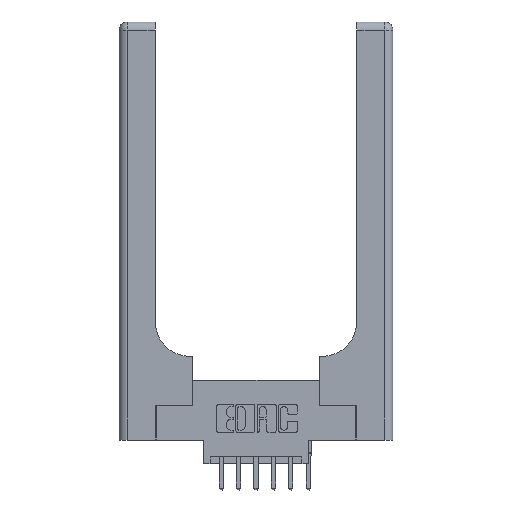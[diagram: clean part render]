
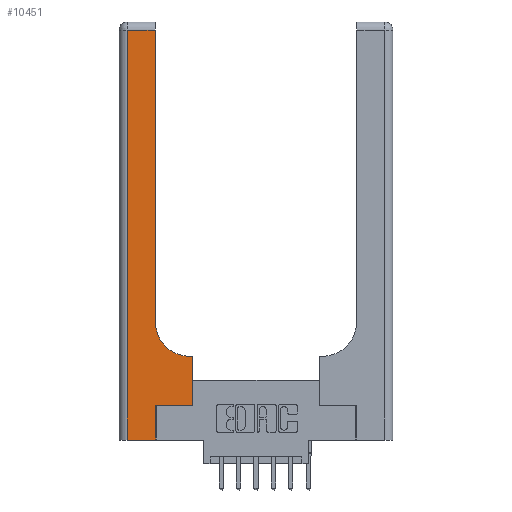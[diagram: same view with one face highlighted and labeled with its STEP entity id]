
A CAD part, top view. The second image highlights one B-rep face of the part: STEP entity #10451.
In plain terms, the highlighted planar face has unit normal (0, 0, 1).
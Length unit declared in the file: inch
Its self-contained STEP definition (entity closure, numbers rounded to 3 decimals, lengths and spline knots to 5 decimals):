
#33 = ORIENTED_EDGE ( 'NONE', *, *, #10114, .T. ) ;
#359 = EDGE_CURVE ( 'NONE', #10261, #2469, #10021, .T. ) ;
#501 = VERTEX_POINT ( 'NONE', #5304 ) ;
#855 = DIRECTION ( 'NONE',  ( -1., 0., 0. ) ) ;
#859 = AXIS2_PLACEMENT_3D ( 'NONE', #6671, #8859, #7983 ) ;
#924 = VERTEX_POINT ( 'NONE', #5246 ) ;
#1100 = CIRCLE ( 'NONE', #859, 0.25 ) ;
#1385 = VERTEX_POINT ( 'NONE', #2950 ) ;
#1704 = EDGE_CURVE ( 'NONE', #1385, #501, #13182, .T. ) ;
#2056 = VECTOR ( 'NONE', #2642, 39.37008 ) ;
#2135 = DIRECTION ( 'NONE',  ( 0., 1., 0. ) ) ;
#2274 = LINE ( 'NONE', #13033, #11682 ) ;
#2318 = ORIENTED_EDGE ( 'NONE', *, *, #9936, .T. ) ;
#2469 = VERTEX_POINT ( 'NONE', #8675 ) ;
#2586 = DIRECTION ( 'NONE',  ( 1., 0., 0. ) ) ;
#2634 = VECTOR ( 'NONE', #12738, 39.37008 ) ;
#2642 = DIRECTION ( 'NONE',  ( -1., 0., 0. ) ) ;
#2950 = CARTESIAN_POINT ( 'NONE',  ( 0.528, 0.6, 0.37 ) ) ;
#2973 = CARTESIAN_POINT ( 'NONE',  ( 0., 3., 0.37 ) ) ;
#3363 = CARTESIAN_POINT ( 'NONE',  ( 0.26, 0.6, 0.37 ) ) ;
#3427 = VERTEX_POINT ( 'NONE', #12771 ) ;
#3487 = CARTESIAN_POINT ( 'NONE',  ( 0.265, 0., 0.37 ) ) ;
#4027 = EDGE_CURVE ( 'NONE', #4985, #11596, #2274, .T. ) ;
#4647 = LINE ( 'NONE', #9937, #6393 ) ;
#4985 = VERTEX_POINT ( 'NONE', #5790 ) ;
#5246 = CARTESIAN_POINT ( 'NONE',  ( 0.528, 0.25, 0.37 ) ) ;
#5294 = ORIENTED_EDGE ( 'NONE', *, *, #4027, .T. ) ;
#5304 = CARTESIAN_POINT ( 'NONE',  ( 0.51, 0.6, 0.37 ) ) ;
#5305 = EDGE_CURVE ( 'NONE', #12647, #3427, #9912, .T. ) ;
#5564 = EDGE_CURVE ( 'NONE', #924, #1385, #9466, .T. ) ;
#5790 = CARTESIAN_POINT ( 'NONE',  ( 0.26, 0.85, 0.37 ) ) ;
#6393 = VECTOR ( 'NONE', #11001, 39.37008 ) ;
#6569 = DIRECTION ( 'NONE',  ( 0., 1., 0. ) ) ;
#6671 = CARTESIAN_POINT ( 'NONE',  ( 0.51, 0.85, 0.37 ) ) ;
#7062 = CARTESIAN_POINT ( 'NONE',  ( 0., 2.94, 0.37 ) ) ;
#7081 = CARTESIAN_POINT ( 'NONE',  ( 0.265, 0.25, 0.37 ) ) ;
#7143 = EDGE_CURVE ( 'NONE', #501, #4985, #1100, .T. ) ;
#7259 = DIRECTION ( 'NONE',  ( -1., 0., 0. ) ) ;
#7429 = ORIENTED_EDGE ( 'NONE', *, *, #1704, .T. ) ;
#7983 = DIRECTION ( 'NONE',  ( 1., 0., 0. ) ) ;
#8381 = CARTESIAN_POINT ( 'NONE',  ( 0.528, 0.25, 0.37 ) ) ;
#8649 = VECTOR ( 'NONE', #8959, 39.37008 ) ;
#8675 = CARTESIAN_POINT ( 'NONE',  ( 0.06, 0., 0.37 ) ) ;
#8808 = CARTESIAN_POINT ( 'NONE',  ( 0.06, 2.94, 0.37 ) ) ;
#8859 = DIRECTION ( 'NONE',  ( 0., 0., -1. ) ) ;
#8959 = DIRECTION ( 'NONE',  ( 0., -1., 0. ) ) ;
#9067 = LINE ( 'NONE', #7081, #10366 ) ;
#9099 = CARTESIAN_POINT ( 'NONE',  ( 0.06, 3., 0.37 ) ) ;
#9310 = CARTESIAN_POINT ( 'NONE',  ( 0.26, 2.94, 0.37 ) ) ;
#9466 = LINE ( 'NONE', #8381, #2634 ) ;
#9498 = VECTOR ( 'NONE', #6569, 39.37008 ) ;
#9521 = FACE_OUTER_BOUND ( 'NONE', #12411, .T. ) ;
#9912 = LINE ( 'NONE', #13036, #9498 ) ;
#9936 = EDGE_CURVE ( 'NONE', #2469, #12647, #4647, .T. ) ;
#9937 = CARTESIAN_POINT ( 'NONE',  ( 0., 0., 0.37 ) ) ;
#10021 = LINE ( 'NONE', #9099, #8649 ) ;
#10114 = EDGE_CURVE ( 'NONE', #11596, #10261, #12447, .T. ) ;
#10136 = ORIENTED_EDGE ( 'NONE', *, *, #5564, .T. ) ;
#10261 = VERTEX_POINT ( 'NONE', #8808 ) ;
#10366 = VECTOR ( 'NONE', #2586, 39.37008 ) ;
#10443 = VECTOR ( 'NONE', #855, 39.37008 ) ;
#10451 = ADVANCED_FACE ( 'NONE', ( #9521 ), #11848, .F. ) ;
#11001 = DIRECTION ( 'NONE',  ( 1., 0., 0. ) ) ;
#11331 = ORIENTED_EDGE ( 'NONE', *, *, #13997, .T. ) ;
#11596 = VERTEX_POINT ( 'NONE', #9310 ) ;
#11682 = VECTOR ( 'NONE', #2135, 39.37008 ) ;
#11716 = DIRECTION ( 'NONE',  ( 0., 0., -1. ) ) ;
#11848 = PLANE ( 'NONE',  #11906 ) ;
#11906 = AXIS2_PLACEMENT_3D ( 'NONE', #2973, #11716, #7259 ) ;
#12411 = EDGE_LOOP ( 'NONE', ( #5294, #33, #13906, #2318, #13652, #11331, #10136, #7429, #13254 ) ) ;
#12447 = LINE ( 'NONE', #7062, #2056 ) ;
#12647 = VERTEX_POINT ( 'NONE', #3487 ) ;
#12738 = DIRECTION ( 'NONE',  ( 0., 1., 0. ) ) ;
#12771 = CARTESIAN_POINT ( 'NONE',  ( 0.265, 0.25, 0.37 ) ) ;
#13033 = CARTESIAN_POINT ( 'NONE',  ( 0.26, 3., 0.37 ) ) ;
#13036 = CARTESIAN_POINT ( 'NONE',  ( 0.265, 0., 0.37 ) ) ;
#13182 = LINE ( 'NONE', #3363, #10443 ) ;
#13254 = ORIENTED_EDGE ( 'NONE', *, *, #7143, .T. ) ;
#13652 = ORIENTED_EDGE ( 'NONE', *, *, #5305, .T. ) ;
#13906 = ORIENTED_EDGE ( 'NONE', *, *, #359, .T. ) ;
#13997 = EDGE_CURVE ( 'NONE', #3427, #924, #9067, .T. ) ;
